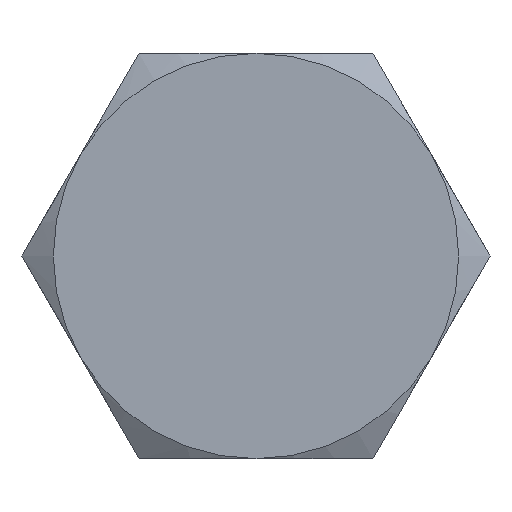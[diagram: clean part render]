
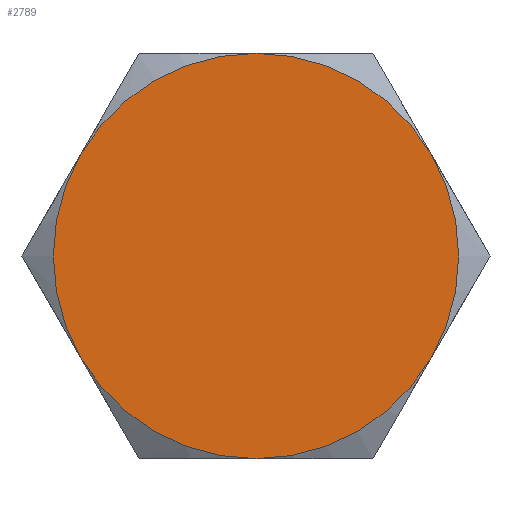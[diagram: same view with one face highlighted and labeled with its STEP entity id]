
A CAD part, left-side view. The second image highlights one B-rep face of the part: STEP entity #2789.
In plain terms, the highlighted planar face has unit normal (-1, 0, 0).
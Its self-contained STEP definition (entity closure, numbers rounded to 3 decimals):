
#625 = CIRCLE ( 'NONE', #679, 9.525 ) ;
#656 = CIRCLE ( 'NONE', #757, 9.525 ) ;
#675 = CARTESIAN_POINT ( 'NONE',  ( 0., 0., -9.525 ) ) ;
#676 = DIRECTION ( 'NONE',  ( 0., 1., 0. ) ) ;
#677 = DIRECTION ( 'NONE',  ( 1., 0., 0. ) ) ;
#678 = CARTESIAN_POINT ( 'NONE',  ( 0., 0., 0. ) ) ;
#679 = AXIS2_PLACEMENT_3D ( 'NONE', #678, #677, #676 ) ;
#752 = DIRECTION ( 'NONE',  ( 0., 1., 0. ) ) ;
#753 = DIRECTION ( 'NONE',  ( 1., 0., 0. ) ) ;
#755 = CARTESIAN_POINT ( 'NONE',  ( 0., 0., 0. ) ) ;
#757 = AXIS2_PLACEMENT_3D ( 'NONE', #755, #753, #752 ) ;
#888 = PLANE ( 'NONE',  #894 ) ;
#894 = AXIS2_PLACEMENT_3D ( 'NONE', #913, #911, #1593 ) ;
#911 = DIRECTION ( 'NONE',  ( 1., 0., 0. ) ) ;
#913 = CARTESIAN_POINT ( 'NONE',  ( 0., 10.999, 0. ) ) ;
#918 = FACE_OUTER_BOUND ( 'NONE', #2805, .T. ) ;
#1031 = DIRECTION ( 'NONE',  ( 0., 0., -1. ) ) ;
#1032 = DIRECTION ( 'NONE',  ( 1., 0., 0. ) ) ;
#1033 = CARTESIAN_POINT ( 'NONE',  ( 0., 0., 0. ) ) ;
#1034 = AXIS2_PLACEMENT_3D ( 'NONE', #1033, #1032, #1031 ) ;
#1035 = CIRCLE ( 'NONE', #1034, 9.525 ) ;
#1041 = CARTESIAN_POINT ( 'NONE',  ( 0., 0., 9.525 ) ) ;
#1081 = CARTESIAN_POINT ( 'NONE',  ( 0., 8.249, 4.763 ) ) ;
#1086 = CARTESIAN_POINT ( 'NONE',  ( 0., 8.249, -4.763 ) ) ;
#1088 = CIRCLE ( 'NONE', #1133, 9.525 ) ;
#1095 = CIRCLE ( 'NONE', #1129, 9.525 ) ;
#1126 = DIRECTION ( 'NONE',  ( 0., 0., -1. ) ) ;
#1127 = DIRECTION ( 'NONE',  ( 1., 0., 0. ) ) ;
#1128 = CARTESIAN_POINT ( 'NONE',  ( 0., 0., 0. ) ) ;
#1129 = AXIS2_PLACEMENT_3D ( 'NONE', #1128, #1127, #1126 ) ;
#1130 = DIRECTION ( 'NONE',  ( 0., 0., -1. ) ) ;
#1131 = DIRECTION ( 'NONE',  ( 1., 0., 0. ) ) ;
#1132 = CARTESIAN_POINT ( 'NONE',  ( 0., 0., 0. ) ) ;
#1133 = AXIS2_PLACEMENT_3D ( 'NONE', #1132, #1131, #1130 ) ;
#1593 = DIRECTION ( 'NONE',  ( 0., 0., -1. ) ) ;
#2272 = DIRECTION ( 'NONE',  ( 0., 0., -1. ) ) ;
#2684 = EDGE_CURVE ( 'NONE', #2703, #2839, #625, .T. ) ;
#2703 = VERTEX_POINT ( 'NONE', #675 ) ;
#2704 = EDGE_CURVE ( 'NONE', #2793, #2703, #656, .T. ) ;
#2789 = ADVANCED_FACE ( 'NONE', ( #918 ), #888, .F. ) ;
#2790 = ORIENTED_EDGE ( 'NONE', *, *, #2791, .F. ) ;
#2791 = EDGE_CURVE ( 'NONE', #2792, #2793, #3246, .T. ) ;
#2792 = VERTEX_POINT ( 'NONE', #3517 ) ;
#2793 = VERTEX_POINT ( 'NONE', #3480 ) ;
#2794 = ORIENTED_EDGE ( 'NONE', *, *, #2840, .F. ) ;
#2795 = ORIENTED_EDGE ( 'NONE', *, *, #2806, .F. ) ;
#2797 = ORIENTED_EDGE ( 'NONE', *, *, #2684, .F. ) ;
#2800 = ORIENTED_EDGE ( 'NONE', *, *, #2704, .F. ) ;
#2801 = ORIENTED_EDGE ( 'NONE', *, *, #2845, .F. ) ;
#2805 = EDGE_LOOP ( 'NONE', ( #2800, #2790, #2795, #2794, #2801, #2797 ) ) ;
#2806 = EDGE_CURVE ( 'NONE', #2807, #2792, #1035, .T. ) ;
#2807 = VERTEX_POINT ( 'NONE', #1041 ) ;
#2839 = VERTEX_POINT ( 'NONE', #1086 ) ;
#2840 = EDGE_CURVE ( 'NONE', #2844, #2807, #1088, .T. ) ;
#2844 = VERTEX_POINT ( 'NONE', #1081 ) ;
#2845 = EDGE_CURVE ( 'NONE', #2839, #2844, #1095, .T. ) ;
#3012 = CARTESIAN_POINT ( 'NONE',  ( 0., 0., 0. ) ) ;
#3023 = DIRECTION ( 'NONE',  ( 1., 0., 0. ) ) ;
#3024 = AXIS2_PLACEMENT_3D ( 'NONE', #3012, #3023, #2272 ) ;
#3246 = CIRCLE ( 'NONE', #3024, 9.525 ) ;
#3480 = CARTESIAN_POINT ( 'NONE',  ( 0., -8.249, -4.763 ) ) ;
#3517 = CARTESIAN_POINT ( 'NONE',  ( 0., -8.249, 4.763 ) ) ;
